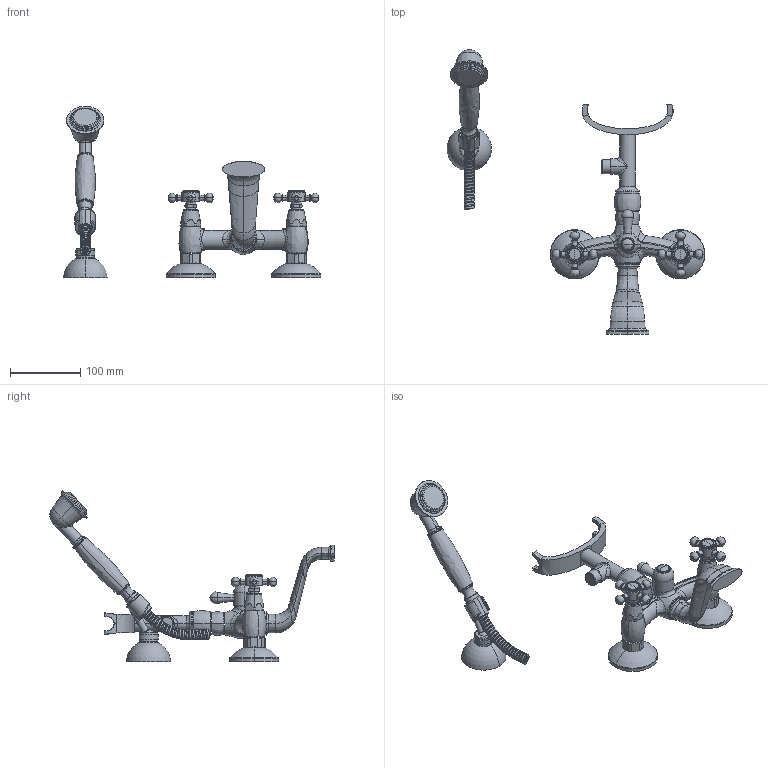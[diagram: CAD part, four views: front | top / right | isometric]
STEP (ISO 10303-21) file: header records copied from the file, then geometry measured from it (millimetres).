
FILE_DESCRIPTION((''),'2;1');
FILE_NAME('VLV027CR','2021-11-11T08:35:44',('ut3'),('PAFFONI SpA'),'CREO PARAMETRIC BY PTC INC, 2020044','CREO PARAMETRIC BY PTC INC, 2020044','');
FILE_SCHEMA(('CONFIG_CONTROL_DESIGN','SHAPE_APPEARANCE_LAYERS_GROUPS'));
Products named in the file (1): VLV027CR
Bounding box: 366.5 x 404.6 x 243.29 mm (x, y, z)
Volume: 671593.7 mm3; surface area: 186126.4 mm2
Topology: 7 solids, 8 shells, 1691 faces, 4249 edges, 2621 vertices
Faces by surface type: plane 668, cylinder 447, bspline 235, torus 175, cone 128, sphere 35, extrusion 3
Entity records: 92349 total; most frequent: CARTESIAN_POINT 40342, ORIENTED_EDGE 8446, DIRECTION 7642, EDGE_CURVE 4223, AXIS2_PLACEMENT_3D 3003, VERTEX_POINT 2621, FILL_AREA_STYLE_COLOUR 1983, FILL_AREA_STYLE 1983
